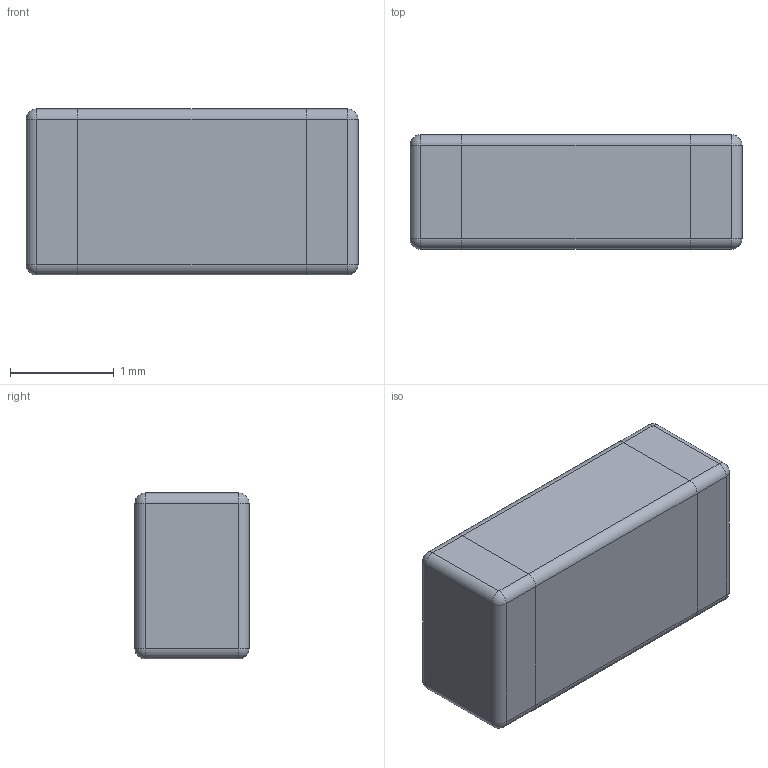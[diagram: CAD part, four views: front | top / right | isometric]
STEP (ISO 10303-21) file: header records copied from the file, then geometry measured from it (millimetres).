
FILE_DESCRIPTION (( 'STEP AP214' ), '1' );
FILE_NAME ('AIML-1206.STEP', '2013-09-26T10:44:34', ( '' ), ( '' ), 'SwSTEP 2.0', 'SolidWorks 2012', '' );
FILE_SCHEMA (( 'AUTOMOTIVE_DESIGN' ));
Length unit declared in the file: millimetre
Products named in the file (1): AIML-1206
Bounding box: 3.2 x 1.1 x 1.6 mm (x, y, z)
Volume: 5.6 mm3; surface area: 19.8 mm2
Topology: 1 solids, 1 shells, 131 faces, 319 edges, 194 vertices
Faces by surface type: plane 79, bspline 24, cylinder 20, sphere 8
Entity records: 5408 total; most frequent: CARTESIAN_POINT 2381, ORIENTED_EDGE 622, DIRECTION 511, EDGE_CURVE 311, LINE 231, VECTOR 231, VERTEX_POINT 194, EDGE_LOOP 143
